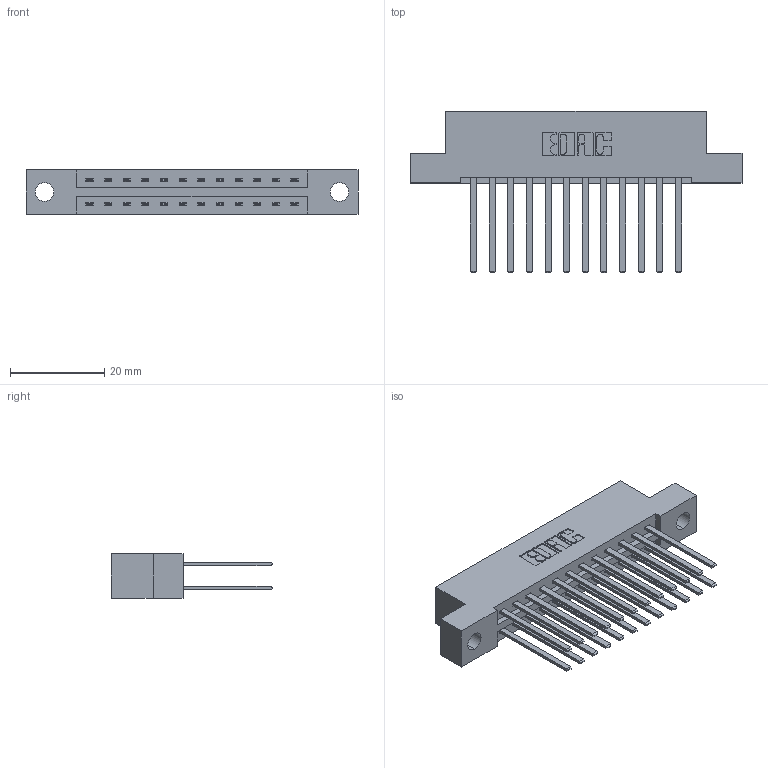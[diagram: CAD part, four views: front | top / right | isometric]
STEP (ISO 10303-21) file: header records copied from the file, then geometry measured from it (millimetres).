
FILE_DESCRIPTION (( 'STEP AP203' ), '1' );
FILE_NAME ('337-024-544-204.STEP', '2018-08-06T01:23:44', ( '' ), ( '' ), 'SwSTEP 2.0', 'SolidWorks 2016', '' );
FILE_SCHEMA (( 'CONFIG_CONTROL_DESIGN' ));
Length unit declared in the file: inch
Products named in the file (3): 337-024-544-204; 337 Part_Flush Mounting Lugs - 0.156 Dia-TH; 345-292-001_345-293-144
Assembly tree (25 placements, depth 2):
  337-024-544-204
    337 Part_Flush Mounting Lugs - 0.156 Dia-TH
    345-292-001_345-293-144  x24
Bounding box: 70.56 x 34.3 x 9.4 mm (x, y, z)
Volume: 7285.5 mm3; surface area: 8841.4 mm2
Topology: 25 solids, 25 shells, 1266 faces, 3743 edges, 2462 vertices
Faces by surface type: plane 886, cylinder 380
Entity records: 13003 total; most frequent: CARTESIAN_POINT 2214, ORIENTED_EDGE 2150, DIRECTION 1935, EDGE_CURVE 1075, VECTOR 951, LINE 951, VERTEX_POINT 714, AXIS2_PLACEMENT_3D 492
